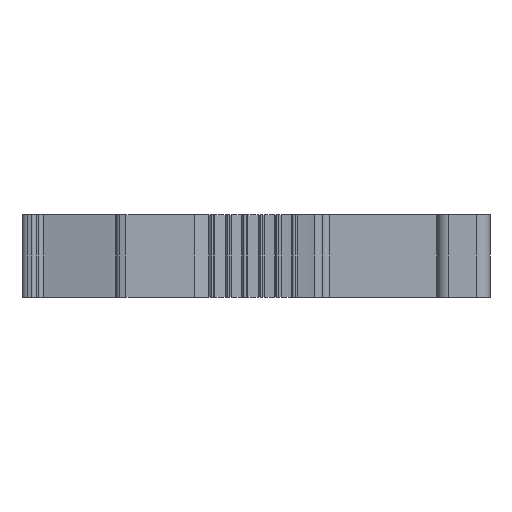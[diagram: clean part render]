
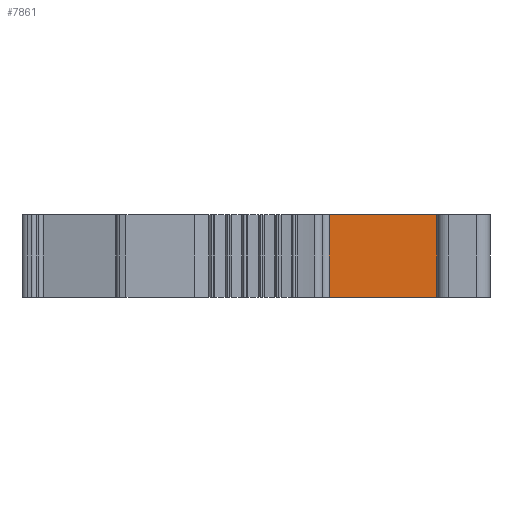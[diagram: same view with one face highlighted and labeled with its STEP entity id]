
A CAD part, left-side view. The second image highlights one B-rep face of the part: STEP entity #7861.
In plain terms, the highlighted planar face has unit normal (-1, 0, 0).
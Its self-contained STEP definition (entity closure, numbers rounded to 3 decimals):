
#123=DIRECTION('',(0.,-1.,0.));
#124=VECTOR('',#123,10.2);
#125=CARTESIAN_POINT('',(-24.1,6.1,-3.1));
#126=LINE('',#125,#124);
#1177=DIRECTION('',(0.,-1.,0.));
#1178=VECTOR('',#1177,10.2);
#1179=CARTESIAN_POINT('',(-24.1,6.1,3.1));
#1180=LINE('',#1179,#1178);
#2973=DIRECTION('',(0.,0.,1.));
#2974=VECTOR('',#2973,6.2);
#2975=CARTESIAN_POINT('',(-24.1,-4.1,-3.1));
#2976=LINE('',#2975,#2974);
#2977=DIRECTION('',(0.,0.,1.));
#2978=VECTOR('',#2977,6.2);
#2979=CARTESIAN_POINT('',(-24.1,6.1,-3.1));
#2980=LINE('',#2979,#2978);
#3271=CARTESIAN_POINT('',(-24.1,6.1,-3.1));
#3272=VERTEX_POINT('',#3271);
#3273=CARTESIAN_POINT('',(-24.1,-4.1,-3.1));
#3274=VERTEX_POINT('',#3273);
#3606=CARTESIAN_POINT('',(-24.1,6.1,3.1));
#3607=VERTEX_POINT('',#3606);
#3608=CARTESIAN_POINT('',(-24.1,-4.1,3.1));
#3609=VERTEX_POINT('',#3608);
#7849=CARTESIAN_POINT('',(-24.1,6.1,-3.1));
#7850=DIRECTION('',(-1.,0.,0.));
#7851=DIRECTION('',(0.,-1.,0.));
#7852=AXIS2_PLACEMENT_3D('',#7849,#7850,#7851);
#7853=PLANE('',#7852);
#7854=ORIENTED_EDGE('',*,*,#4274,.F.);
#7856=ORIENTED_EDGE('',*,*,#7855,.T.);
#7857=ORIENTED_EDGE('',*,*,#5137,.T.);
#7858=ORIENTED_EDGE('',*,*,#7842,.F.);
#7859=EDGE_LOOP('',(#7854,#7856,#7857,#7858));
#7860=FACE_OUTER_BOUND('',#7859,.F.);
#7861=ADVANCED_FACE('',(#7860),#7853,.T.);
#4274=EDGE_CURVE('',#3272,#3274,#126,.T.);
#5137=EDGE_CURVE('',#3607,#3609,#1180,.T.);
#7842=EDGE_CURVE('',#3274,#3609,#2976,.T.);
#7855=EDGE_CURVE('',#3272,#3607,#2980,.T.);
